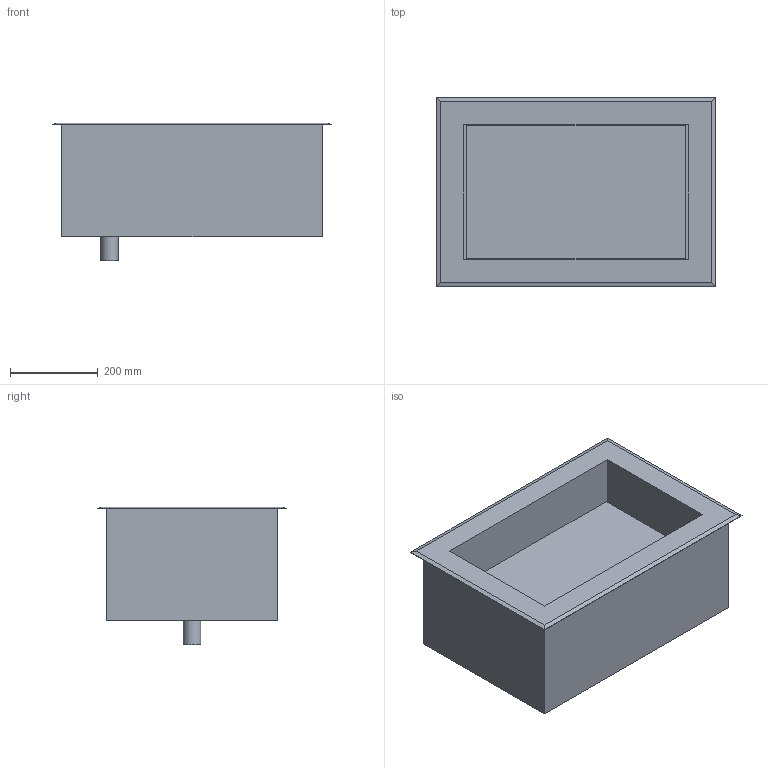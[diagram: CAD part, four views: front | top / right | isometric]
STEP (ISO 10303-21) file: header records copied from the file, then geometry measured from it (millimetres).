
FILE_DESCRIPTION(/* description */ ('Crushed Ice Wanne: ungekühlt'),/* implementation_level */ '2;1');
FILE_NAME(/* name */ '3D-AKE-00003070.stp',/* time_stamp */ '2021-09-29T13:35:59+02:00',/* author */ ('maltrim.rexhaj'),/* organization */ (''),/* preprocessor_version */ 'ST-DEVELOPER v18',/* originating_system */ 'Autodesk Inventor 2020',/* authorisation */ '');
FILE_SCHEMA (('AUTOMOTIVE_DESIGN { 1 0 10303 214 3 1 1 }'));
Length unit declared in the file: millimetre
Products named in the file (1): 3D-AKE-00003070
Bounding box: 639 x 434 x 315 mm (x, y, z)
Volume: 30890261 mm3; surface area: 1752092.8 mm2
Topology: 2 solids, 2 shells, 28 faces, 61 edges, 40 vertices
Faces by surface type: plane 27, cylinder 1
Full cylindrical faces by diameter (mm): 40 x1
Entity records: 793 total; most frequent: CARTESIAN_POINT 130, DIRECTION 123, ORIENTED_EDGE 122, EDGE_CURVE 61, LINE 57, VECTOR 57, VERTEX_POINT 40, AXIS2_PLACEMENT_3D 33
